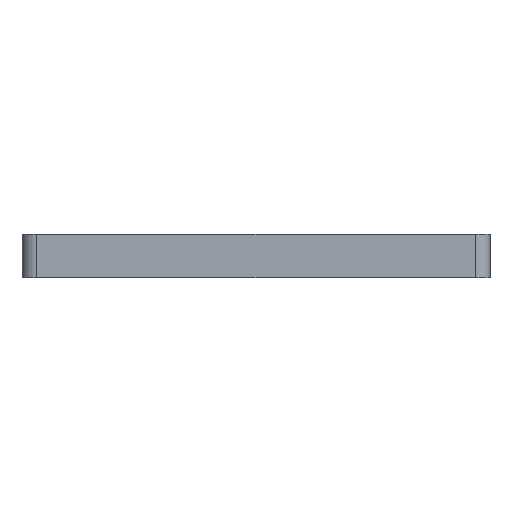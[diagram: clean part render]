
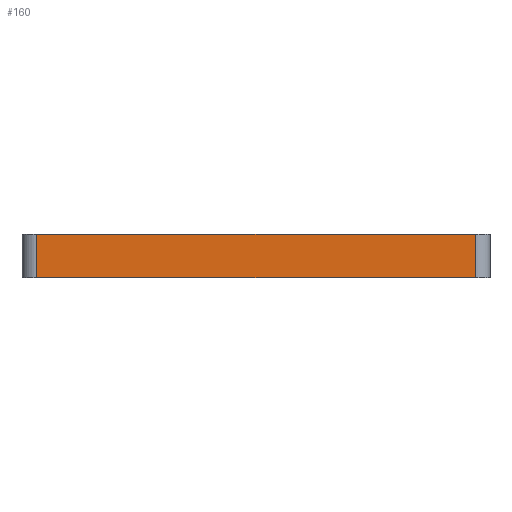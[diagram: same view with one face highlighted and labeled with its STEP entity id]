
A CAD part, left-side view. The second image highlights one B-rep face of the part: STEP entity #160.
In plain terms, the highlighted planar face has unit normal (-1, 0, 0).
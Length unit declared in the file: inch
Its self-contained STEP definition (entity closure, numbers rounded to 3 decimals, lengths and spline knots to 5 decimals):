
#58 = LINE ( 'NONE', #351, #111 ) ;
#79 = DIRECTION ( 'NONE',  ( 0., 0., -1. ) ) ;
#111 = VECTOR ( 'NONE', #502, 39.37008 ) ;
#160 = ADVANCED_FACE ( 'NONE', ( #280 ), #347, .T. ) ;
#180 = EDGE_CURVE ( 'NONE', #594, #573, #58, .T. ) ;
#193 = VERTEX_POINT ( 'NONE', #787 ) ;
#216 = DIRECTION ( 'NONE',  ( 0., 0., -1. ) ) ;
#221 = LINE ( 'NONE', #734, #261 ) ;
#251 = VERTEX_POINT ( 'NONE', #859 ) ;
#259 = VECTOR ( 'NONE', #514, 39.37008 ) ;
#261 = VECTOR ( 'NONE', #79, 39.37008 ) ;
#262 = CARTESIAN_POINT ( 'NONE',  ( -1.75, 1.875, -0.375 ) ) ;
#272 = EDGE_CURVE ( 'NONE', #193, #251, #653, .T. ) ;
#276 = DIRECTION ( 'NONE',  ( -1., 0., 0. ) ) ;
#280 = FACE_OUTER_BOUND ( 'NONE', #281, .T. ) ;
#281 = EDGE_LOOP ( 'NONE', ( #840, #408, #308, #426 ) ) ;
#308 = ORIENTED_EDGE ( 'NONE', *, *, #272, .T. ) ;
#313 = EDGE_CURVE ( 'NONE', #251, #594, #507, .T. ) ;
#341 = CARTESIAN_POINT ( 'NONE',  ( -1.75, 2., -0.375 ) ) ;
#347 = PLANE ( 'NONE',  #616 ) ;
#351 = CARTESIAN_POINT ( 'NONE',  ( -1.75, 2., -0.375 ) ) ;
#408 = ORIENTED_EDGE ( 'NONE', *, *, #781, .F. ) ;
#426 = ORIENTED_EDGE ( 'NONE', *, *, #313, .T. ) ;
#502 = DIRECTION ( 'NONE',  ( 0., -1., 0. ) ) ;
#507 = LINE ( 'NONE', #880, #581 ) ;
#514 = DIRECTION ( 'NONE',  ( 0., 1., 0. ) ) ;
#573 = VERTEX_POINT ( 'NONE', #829 ) ;
#581 = VECTOR ( 'NONE', #216, 39.37008 ) ;
#594 = VERTEX_POINT ( 'NONE', #262 ) ;
#616 = AXIS2_PLACEMENT_3D ( 'NONE', #341, #276, #931 ) ;
#653 = LINE ( 'NONE', #726, #259 ) ;
#726 = CARTESIAN_POINT ( 'NONE',  ( -1.75, 2., 0. ) ) ;
#734 = CARTESIAN_POINT ( 'NONE',  ( -1.75, -1.875, -0.375 ) ) ;
#781 = EDGE_CURVE ( 'NONE', #193, #573, #221, .T. ) ;
#787 = CARTESIAN_POINT ( 'NONE',  ( -1.75, -1.875, 0. ) ) ;
#829 = CARTESIAN_POINT ( 'NONE',  ( -1.75, -1.875, -0.375 ) ) ;
#840 = ORIENTED_EDGE ( 'NONE', *, *, #180, .T. ) ;
#859 = CARTESIAN_POINT ( 'NONE',  ( -1.75, 1.875, 0. ) ) ;
#880 = CARTESIAN_POINT ( 'NONE',  ( -1.75, 1.875, -0.375 ) ) ;
#931 = DIRECTION ( 'NONE',  ( 0., -1., 0. ) ) ;
